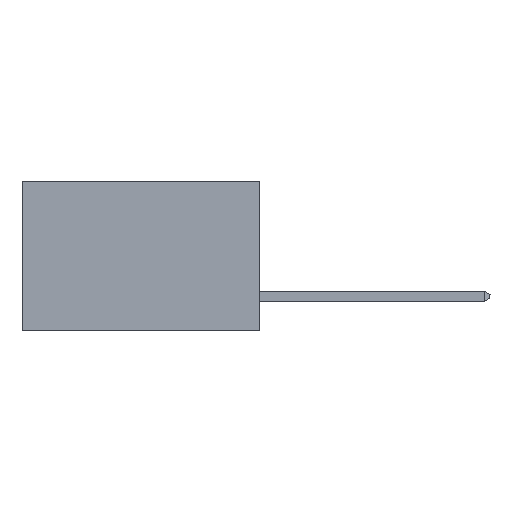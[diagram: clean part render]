
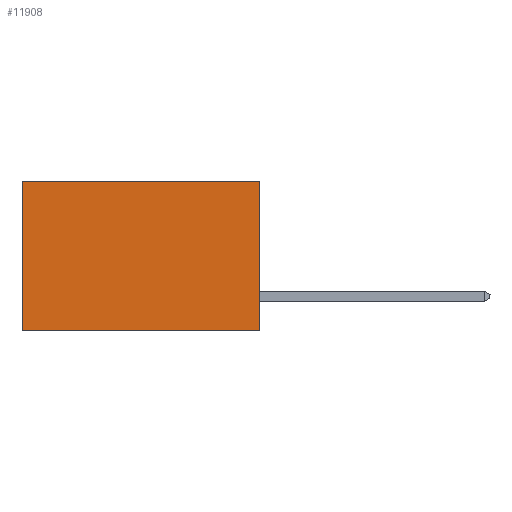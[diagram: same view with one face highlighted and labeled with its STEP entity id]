
A CAD part, left-side view. The second image highlights one B-rep face of the part: STEP entity #11908.
In plain terms, the highlighted planar face has unit normal (-1, 0, 0).
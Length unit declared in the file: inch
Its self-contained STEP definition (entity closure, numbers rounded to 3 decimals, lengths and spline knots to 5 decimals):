
#294 = DIRECTION ( 'NONE',  ( 0., 0., -1. ) ) ;
#335 = DIRECTION ( 'NONE',  ( 1., 0., 0. ) ) ;
#381 = CARTESIAN_POINT ( 'NONE',  ( 0.277, 0., -0.37 ) ) ;
#579 = PLANE ( 'NONE',  #5624 ) ;
#1113 = EDGE_LOOP ( 'NONE', ( #16765, #19338, #10534, #8598 ) ) ;
#1581 = CARTESIAN_POINT ( 'NONE',  ( 0.277, 0., 0. ) ) ;
#1692 = LINE ( 'NONE', #18181, #13051 ) ;
#1749 = LINE ( 'NONE', #9656, #17666 ) ;
#2881 = EDGE_CURVE ( 'NONE', #12286, #12938, #1749, .T. ) ;
#2945 = VERTEX_POINT ( 'NONE', #16821 ) ;
#4331 = VECTOR ( 'NONE', #7557, 39.37008 ) ;
#4771 = EDGE_CURVE ( 'NONE', #2945, #12938, #19503, .T. ) ;
#5624 = AXIS2_PLACEMENT_3D ( 'NONE', #381, #335, #294 ) ;
#5842 = DIRECTION ( 'NONE',  ( 0., 1., 0. ) ) ;
#6475 = FACE_OUTER_BOUND ( 'NONE', #1113, .T. ) ;
#7533 = CARTESIAN_POINT ( 'NONE',  ( 0.277, 0., -0.37 ) ) ;
#7557 = DIRECTION ( 'NONE',  ( 0., 0., -1. ) ) ;
#7805 = VERTEX_POINT ( 'NONE', #1581 ) ;
#8598 = ORIENTED_EDGE ( 'NONE', *, *, #19297, .T. ) ;
#8964 = CARTESIAN_POINT ( 'NONE',  ( 0.277, 0.59, 0. ) ) ;
#9153 = DIRECTION ( 'NONE',  ( 0., 0., -1. ) ) ;
#9656 = CARTESIAN_POINT ( 'NONE',  ( 0.277, 0.59, -0.37 ) ) ;
#9954 = DIRECTION ( 'NONE',  ( 0., 1., 0. ) ) ;
#9982 = CARTESIAN_POINT ( 'NONE',  ( 0.277, 0., -0.37 ) ) ;
#10534 = ORIENTED_EDGE ( 'NONE', *, *, #11396, .F. ) ;
#10849 = CARTESIAN_POINT ( 'NONE',  ( 0.277, 0.59, -0.37 ) ) ;
#11396 = EDGE_CURVE ( 'NONE', #7805, #2945, #16642, .T. ) ;
#11908 = ADVANCED_FACE ( 'NONE', ( #6475 ), #579, .F. ) ;
#12286 = VERTEX_POINT ( 'NONE', #8964 ) ;
#12938 = VERTEX_POINT ( 'NONE', #10849 ) ;
#13051 = VECTOR ( 'NONE', #5842, 39.37008 ) ;
#16642 = LINE ( 'NONE', #7533, #4331 ) ;
#16765 = ORIENTED_EDGE ( 'NONE', *, *, #2881, .T. ) ;
#16821 = CARTESIAN_POINT ( 'NONE',  ( 0.277, 0., -0.37 ) ) ;
#17666 = VECTOR ( 'NONE', #9153, 39.37008 ) ;
#18181 = CARTESIAN_POINT ( 'NONE',  ( 0.277, 0., 0. ) ) ;
#19039 = VECTOR ( 'NONE', #9954, 39.37008 ) ;
#19297 = EDGE_CURVE ( 'NONE', #7805, #12286, #1692, .T. ) ;
#19338 = ORIENTED_EDGE ( 'NONE', *, *, #4771, .F. ) ;
#19503 = LINE ( 'NONE', #9982, #19039 ) ;
